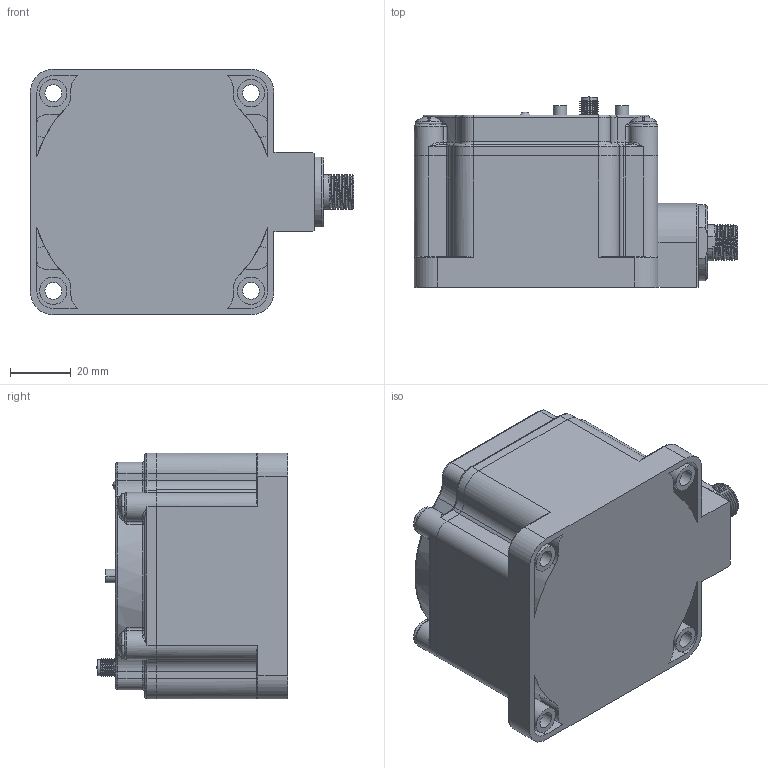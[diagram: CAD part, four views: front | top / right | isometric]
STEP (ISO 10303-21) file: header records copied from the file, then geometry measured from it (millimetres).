
FILE_DESCRIPTION((''),'2;1');
FILE_NAME('188759_ASM','2016-01-28T',('pdmadmin'),(''),'PRO/ENGINEER BY PARAMETRIC TECHNOLOGY CORPORATION, 2013230','PRO/ENGINEER BY PARAMETRIC TECHNOLOGY CORPORATION, 2013230','');
FILE_SCHEMA(('CONFIG_CONTROL_DESIGN'));
Products named in the file (12): 128990_AF0; 120895; 121056; 121057; 120895_ASM; 161499; 122646_ASM; 120801; 131071; 107054; SMACON_1; 188759_ASM
Assembly tree (16 placements, depth 4):
  188759_ASM
    128990_AF0
    122646_ASM
      120895_ASM
        120895
        121056  x2
        121057
      161499  x2
    120801
    131071  x4
    107054
    SMACON_1
Bounding box: 106.36 x 62.84 x 80.85 mm (x, y, z)
Volume: 82029.2 mm3; surface area: 82200 mm2
Topology: 14 solids, 18 shells, 1120 faces, 2700 edges, 1660 vertices
Faces by surface type: cylinder 404, plane 308, torus 158, bspline 109, cone 103, sphere 34, revolution 4
Entity records: 46088 total; most frequent: CARTESIAN_POINT 22017, DIRECTION 5094, ORIENTED_EDGE 4944, EDGE_CURVE 2480, AXIS2_PLACEMENT_3D 2058, VERTEX_POINT 1528, EDGE_LOOP 1120, CIRCLE 1104
